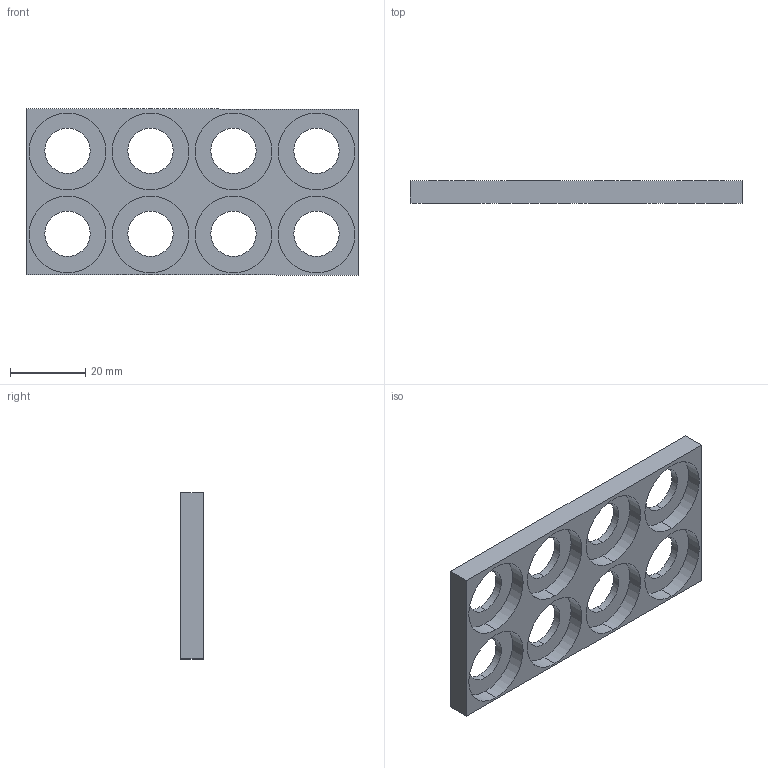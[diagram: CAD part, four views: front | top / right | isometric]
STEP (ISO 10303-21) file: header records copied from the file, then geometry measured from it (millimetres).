
FILE_DESCRIPTION (( 'STEP AP214' ), '1' );
FILE_NAME ('BatteryCover_Draft.STEP', '2017-12-08T03:00:27', ( '' ), ( '' ), 'SwSTEP 2.0', 'SolidWorks 2017', '' );
FILE_SCHEMA (( 'AUTOMOTIVE_DESIGN' ));
Length unit declared in the file: millimetre
Products named in the file (1): BatteryCover_Draft
Bounding box: 88 x 6 x 44 mm (x, y, z)
Volume: 11014.4 mm3; surface area: 10167.4 mm2
Topology: 1 solids, 1 shells, 46 faces, 108 edges, 72 vertices
Faces by surface type: cylinder 32, plane 14
Entity records: 1422 total; most frequent: DIRECTION 266, CARTESIAN_POINT 227, ORIENTED_EDGE 216, AXIS2_PLACEMENT_3D 111, EDGE_CURVE 108, VERTEX_POINT 72, EDGE_LOOP 70, CIRCLE 64
